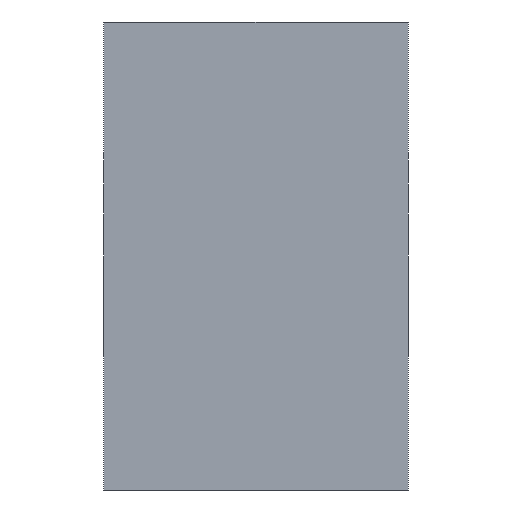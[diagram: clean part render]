
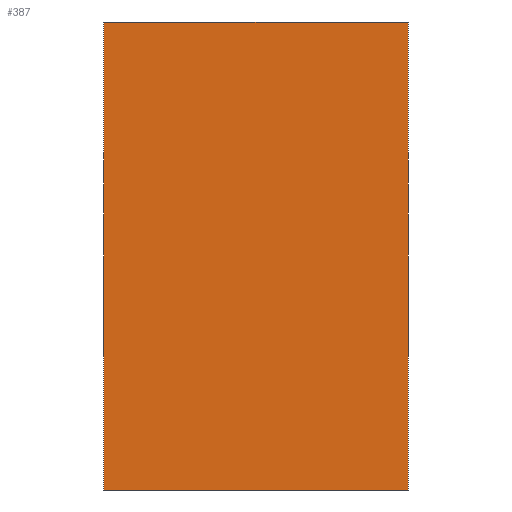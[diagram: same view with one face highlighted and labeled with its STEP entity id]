
A CAD part, front view. The second image highlights one B-rep face of the part: STEP entity #387.
In plain terms, the highlighted planar face has unit normal (0, -1, 0).
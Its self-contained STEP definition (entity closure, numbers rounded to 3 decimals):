
#38 = DIRECTION ( 'NONE',  ( 0., 0., -1. ) ) ;
#42 = ORIENTED_EDGE ( 'NONE', *, *, #618, .T. ) ;
#48 = AXIS2_PLACEMENT_3D ( 'NONE', #456, #599, #307 ) ;
#56 = VECTOR ( 'NONE', #377, 1000. ) ;
#109 = CARTESIAN_POINT ( 'NONE',  ( 1267.253, -219.5, 10. ) ) ;
#122 = ORIENTED_EDGE ( 'NONE', *, *, #135, .F. ) ;
#135 = EDGE_CURVE ( 'NONE', #413, #420, #179, .T. ) ;
#161 = LINE ( 'NONE', #109, #350 ) ;
#179 = LINE ( 'NONE', #218, #369 ) ;
#182 = CARTESIAN_POINT ( 'NONE',  ( 1267.253, -219.5, 0. ) ) ;
#202 = EDGE_CURVE ( 'NONE', #449, #420, #314, .T. ) ;
#218 = CARTESIAN_POINT ( 'NONE',  ( 1267.253, -219.5, 10. ) ) ;
#244 = VERTEX_POINT ( 'NONE', #492 ) ;
#307 = DIRECTION ( 'NONE',  ( 0., 0., 1. ) ) ;
#308 = ORIENTED_EDGE ( 'NONE', *, *, #410, .F. ) ;
#312 = EDGE_LOOP ( 'NONE', ( #583, #122, #308, #42 ) ) ;
#314 = LINE ( 'NONE', #182, #56 ) ;
#350 = VECTOR ( 'NONE', #354, 1000. ) ;
#354 = DIRECTION ( 'NONE',  ( 1., 0., 0. ) ) ;
#369 = VECTOR ( 'NONE', #38, 1000. ) ;
#376 = CARTESIAN_POINT ( 'NONE',  ( 1260.753, -219.5, 10. ) ) ;
#377 = DIRECTION ( 'NONE',  ( 1., 0., 0. ) ) ;
#387 = ADVANCED_FACE ( 'NONE', ( #453 ), #401, .F. ) ;
#401 = PLANE ( 'NONE',  #48 ) ;
#410 = EDGE_CURVE ( 'NONE', #244, #413, #161, .T. ) ;
#413 = VERTEX_POINT ( 'NONE', #500 ) ;
#420 = VERTEX_POINT ( 'NONE', #594 ) ;
#449 = VERTEX_POINT ( 'NONE', #505 ) ;
#453 = FACE_OUTER_BOUND ( 'NONE', #312, .T. ) ;
#456 = CARTESIAN_POINT ( 'NONE',  ( 1267.253, -219.5, 10. ) ) ;
#467 = LINE ( 'NONE', #376, #631 ) ;
#492 = CARTESIAN_POINT ( 'NONE',  ( 1260.753, -219.5, 10. ) ) ;
#500 = CARTESIAN_POINT ( 'NONE',  ( 1267.253, -219.5, 10. ) ) ;
#505 = CARTESIAN_POINT ( 'NONE',  ( 1260.753, -219.5, 0. ) ) ;
#583 = ORIENTED_EDGE ( 'NONE', *, *, #202, .T. ) ;
#584 = DIRECTION ( 'NONE',  ( 0., 0., -1. ) ) ;
#594 = CARTESIAN_POINT ( 'NONE',  ( 1267.253, -219.5, 0. ) ) ;
#599 = DIRECTION ( 'NONE',  ( 0., 1., 0. ) ) ;
#618 = EDGE_CURVE ( 'NONE', #244, #449, #467, .T. ) ;
#631 = VECTOR ( 'NONE', #584, 1000. ) ;
